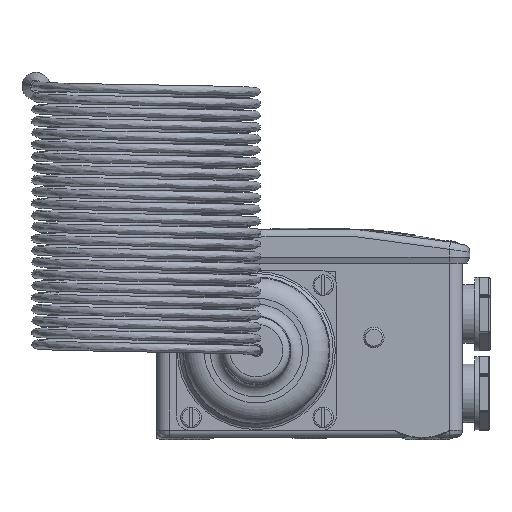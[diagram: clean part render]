
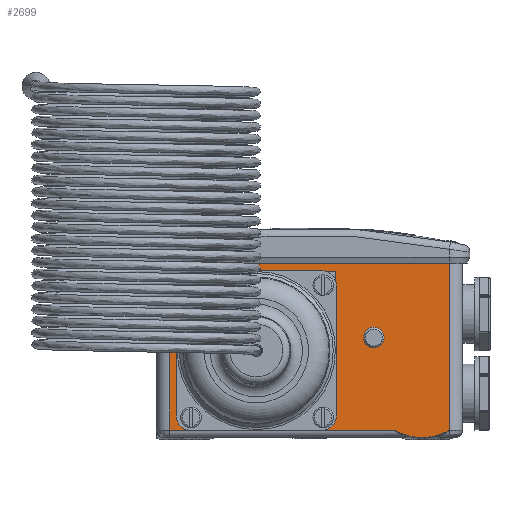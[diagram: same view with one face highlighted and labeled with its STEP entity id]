
A CAD part, front view. The second image highlights one B-rep face of the part: STEP entity #2699.
In plain terms, the highlighted planar face has unit normal (0, -1, 0).
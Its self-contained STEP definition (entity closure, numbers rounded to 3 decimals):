
#170=CARTESIAN_POINT('',(-29.4,-13.18,29.75));
#171=VERTEX_POINT('',#170);
#179=CARTESIAN_POINT('',(65.8,-13.18,29.75));
#180=VERTEX_POINT('',#179);
#181=CARTESIAN_POINT('',(-29.4,-13.18,29.75));
#182=DIRECTION('',(1.0,0.0,0.0));
#183=VECTOR('',#182,95.2);
#184=LINE('',#181,#183);
#185=EDGE_CURVE('',#171,#180,#184,.T.);
#262=CARTESIAN_POINT('',(-29.4,-13.18,-27.1));
#263=VERTEX_POINT('',#262);
#271=CARTESIAN_POINT('',(-29.4,-13.18,-27.1));
#272=DIRECTION('',(0.0,0.0,1.0));
#273=VECTOR('',#272,56.85);
#274=LINE('',#271,#273);
#275=EDGE_CURVE('',#263,#171,#274,.T.);
#2221=CARTESIAN_POINT('',(64.538,-13.18,-27.78));
#2222=VERTEX_POINT('',#2221);
#2230=CARTESIAN_POINT('',(46.986,-13.18,-27.1));
#2231=VERTEX_POINT('',#2230);
#2232=CARTESIAN_POINT('',(56.4,-13.18,-10.972));
#2233=DIRECTION('',(0.0,1.0,0.0));
#2234=DIRECTION('',(-0.011,0.0,-1.));
#2235=AXIS2_PLACEMENT_3D('',#2232,#2233,#2234);
#2236=CIRCLE('',#2235,18.674);
#2237=EDGE_CURVE('',#2222,#2231,#2236,.T.);
#2276=CARTESIAN_POINT('',(65.8,-13.18,-27.108));
#2277=VERTEX_POINT('',#2276);
#2285=CARTESIAN_POINT('',(56.4,-13.18,-10.972));
#2286=DIRECTION('',(0.0,1.0,0.0));
#2287=DIRECTION('',(0.499,0.0,-0.867));
#2288=AXIS2_PLACEMENT_3D('',#2285,#2286,#2287);
#2289=CIRCLE('',#2288,18.674);
#2290=EDGE_CURVE('',#2277,#2222,#2289,.T.);
#2480=CARTESIAN_POINT('',(46.986,-13.18,-27.1));
#2481=DIRECTION('',(-1.0,0.0,0.0));
#2482=VECTOR('',#2481,76.386);
#2483=LINE('',#2480,#2482);
#2484=EDGE_CURVE('',#2231,#263,#2483,.T.);
#2618=CARTESIAN_POINT('',(65.8,-13.18,-29.6));
#2619=DIRECTION('',(0.0,-1.0,0.0));
#2620=DIRECTION('',(0.0,0.0,-1.0));
#2621=AXIS2_PLACEMENT_3D('',#2618,#2619,#2620);
#2622=PLANE('',#2621);
#2623=ORIENTED_EDGE('',*,*,#185,.F.);
#2624=ORIENTED_EDGE('',*,*,#275,.F.);
#2625=ORIENTED_EDGE('',*,*,#2484,.F.);
#2626=ORIENTED_EDGE('',*,*,#2237,.F.);
#2627=ORIENTED_EDGE('',*,*,#2290,.F.);
#2628=CARTESIAN_POINT('',(65.8,-13.18,-27.108));
#2629=DIRECTION('',(0.0,0.0,1.0));
#2630=VECTOR('',#2629,56.858);
#2631=LINE('',#2628,#2630);
#2632=EDGE_CURVE('',#2277,#180,#2631,.T.);
#2633=ORIENTED_EDGE('',*,*,#2632,.T.);
#2634=EDGE_LOOP('',(#2623,#2624,#2625,#2626,#2627,#2633));
#2635=FACE_OUTER_BOUND('',#2634,.T.);
#2636=CARTESIAN_POINT('',(27.,-13.18,-22.0));
#2637=VERTEX_POINT('',#2636);
#2638=CARTESIAN_POINT('',(22.,-13.18,-27.0));
#2639=VERTEX_POINT('',#2638);
#2640=CARTESIAN_POINT('',(22.,-13.18,-22.0));
#2641=DIRECTION('',(0.0,1.0,0.0));
#2642=DIRECTION('',(0.0,0.0,1.0));
#2643=AXIS2_PLACEMENT_3D('',#2640,#2641,#2642);
#2644=CIRCLE('',#2643,5.);
#2645=EDGE_CURVE('',#2637,#2639,#2644,.T.);
#2646=ORIENTED_EDGE('',*,*,#2645,.T.);
#2647=CARTESIAN_POINT('',(-22.,-13.18,-27.0));
#2648=VERTEX_POINT('',#2647);
#2649=CARTESIAN_POINT('',(22.,-13.18,-27.0));
#2650=DIRECTION('',(-1.0,0.0,0.0));
#2651=VECTOR('',#2650,44.0);
#2652=LINE('',#2649,#2651);
#2653=EDGE_CURVE('',#2639,#2648,#2652,.T.);
#2654=ORIENTED_EDGE('',*,*,#2653,.T.);
#2655=CARTESIAN_POINT('',(-27.,-13.18,-22.0));
#2656=VERTEX_POINT('',#2655);
#2657=CARTESIAN_POINT('',(-22.,-13.18,-22.0));
#2658=DIRECTION('',(0.0,1.0,0.0));
#2659=DIRECTION('',(1.0,0.0,0.0));
#2660=AXIS2_PLACEMENT_3D('',#2657,#2658,#2659);
#2661=CIRCLE('',#2660,5.);
#2662=EDGE_CURVE('',#2648,#2656,#2661,.T.);
#2663=ORIENTED_EDGE('',*,*,#2662,.T.);
#2664=CARTESIAN_POINT('',(-27.,-13.18,27.));
#2665=VERTEX_POINT('',#2664);
#2666=CARTESIAN_POINT('',(-27.,-13.18,-22.));
#2667=DIRECTION('',(0.0,0.0,1.0));
#2668=VECTOR('',#2667,49.0);
#2669=LINE('',#2666,#2668);
#2670=EDGE_CURVE('',#2656,#2665,#2669,.T.);
#2671=ORIENTED_EDGE('',*,*,#2670,.T.);
#2672=CARTESIAN_POINT('',(27.,-13.18,27.));
#2673=VERTEX_POINT('',#2672);
#2674=CARTESIAN_POINT('',(-27.,-13.18,27.));
#2675=DIRECTION('',(1.0,0.0,0.0));
#2676=VECTOR('',#2675,54.0);
#2677=LINE('',#2674,#2676);
#2678=EDGE_CURVE('',#2665,#2673,#2677,.T.);
#2679=ORIENTED_EDGE('',*,*,#2678,.T.);
#2680=CARTESIAN_POINT('',(27.,-13.18,27.0));
#2681=DIRECTION('',(0.0,0.0,-1.0));
#2682=VECTOR('',#2681,49.0);
#2683=LINE('',#2680,#2682);
#2684=EDGE_CURVE('',#2673,#2637,#2683,.T.);
#2685=ORIENTED_EDGE('',*,*,#2684,.T.);
#2686=EDGE_LOOP('',(#2646,#2654,#2663,#2671,#2679,#2685));
#2687=FACE_BOUND('',#2686,.T.);
#2688=CARTESIAN_POINT('',(43.5,-13.18,4.4));
#2689=VERTEX_POINT('',#2688);
#2690=CARTESIAN_POINT('',(40.,-13.18,4.4));
#2691=DIRECTION('',(0.0,1.0,0.0));
#2692=DIRECTION('',(-1.0,0.0,0.0));
#2693=AXIS2_PLACEMENT_3D('',#2690,#2691,#2692);
#2694=CIRCLE('',#2693,3.5);
#2695=EDGE_CURVE('',#2689,#2689,#2694,.T.);
#2696=ORIENTED_EDGE('',*,*,#2695,.T.);
#2697=EDGE_LOOP('',(#2696));
#2698=FACE_BOUND('',#2697,.T.);
#2699=ADVANCED_FACE('',(#2635,#2687,#2698),#2622,.T.);
